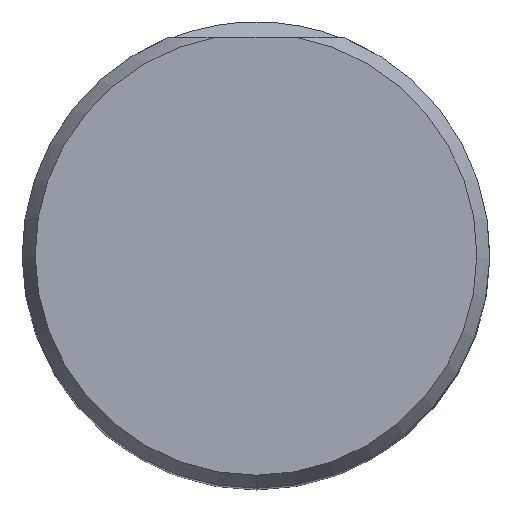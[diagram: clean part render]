
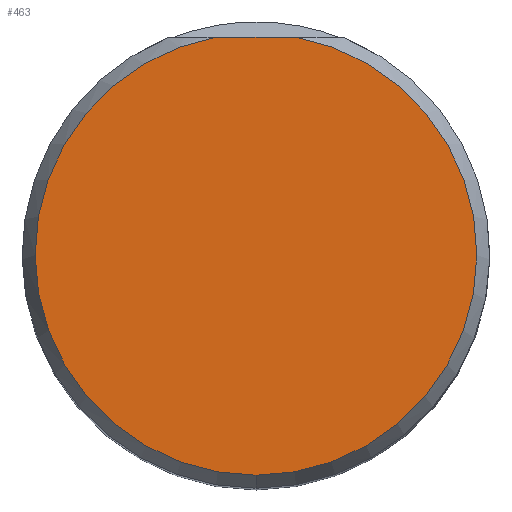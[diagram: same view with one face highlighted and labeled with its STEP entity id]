
A CAD part, top view. The second image highlights one B-rep face of the part: STEP entity #463.
In plain terms, the highlighted planar face has unit normal (0, 0, 1).
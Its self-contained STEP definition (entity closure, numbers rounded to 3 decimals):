
#317=VERTEX_POINT('',#815);
#419=VERTEX_POINT('',#931);
#439=EDGE_CURVE('',#419,#443,#952,.T.);
#443=VERTEX_POINT('',#956);
#463=ADVANCED_FACE('',(#977),#978,.T.);
#603=EDGE_CURVE('',#443,#317,#1131,.T.);
#711=EDGE_CURVE('',#419,#317,#1250,.T.);
#815=CARTESIAN_POINT('',(-2.108,11.617,0.0));
#931=CARTESIAN_POINT('',(2.108,11.617,0.0));
#952=CIRCLE('',#4697,11.807);
#956=CARTESIAN_POINT('',(0.,-11.807,0.0));
#977=FACE_OUTER_BOUND('',#6249,.T.);
#978=PLANE('',#6250);
#1131=CIRCLE('',#8386,11.807);
#1250=LINE('',#9044,#9045);
#4697=AXIS2_PLACEMENT_3D('',#9623,#9624,#9625);
#6249=EDGE_LOOP('',(#9644,#9645,#9646));
#6250=AXIS2_PLACEMENT_3D('',#9647,#9648,#9649);
#8386=AXIS2_PLACEMENT_3D('',#9825,#9826,#9827);
#9044=CARTESIAN_POINT('',(-6.25,11.617,0.));
#9045=VECTOR('',#9943,1.0);
#9623=CARTESIAN_POINT('',(0.0,0.0,0.0));
#9624=DIRECTION('',(0.0,0.0,-1.0));
#9625=DIRECTION('',(0.0,1.0,0.0));
#9644=ORIENTED_EDGE('',*,*,#711,.T.);
#9645=ORIENTED_EDGE('',*,*,#603,.F.);
#9646=ORIENTED_EDGE('',*,*,#439,.F.);
#9647=CARTESIAN_POINT('',(0.0,5.904,0.0));
#9648=DIRECTION('',(-0.0,0.0,1.0));
#9649=DIRECTION('',(0.0,-1.0,0.0));
#9825=CARTESIAN_POINT('',(0.0,0.0,0.0));
#9826=DIRECTION('',(0.0,0.0,-1.0));
#9827=DIRECTION('',(0.0,1.0,0.0));
#9943=DIRECTION('',(-1.0,0.0,0.0));
